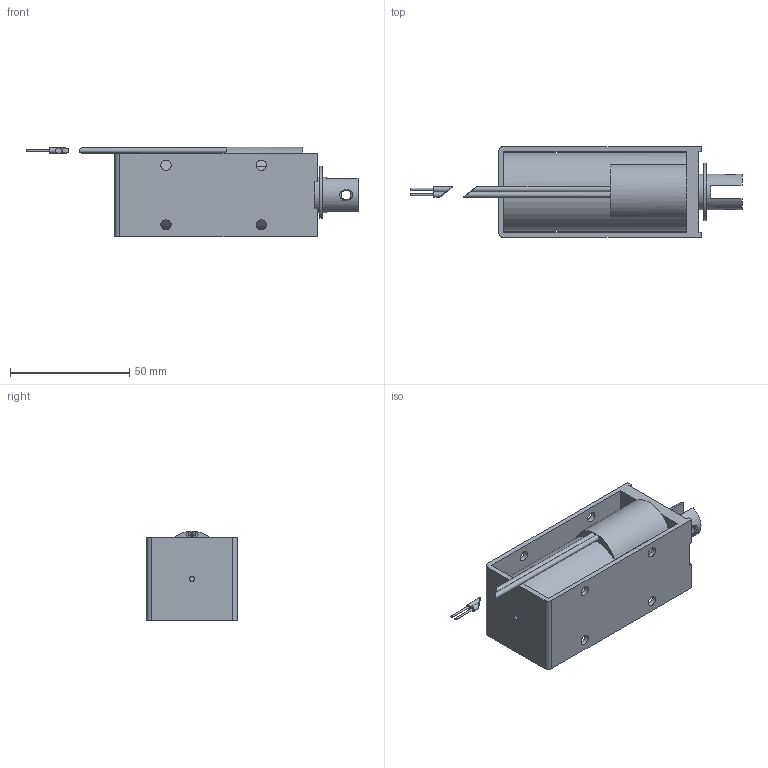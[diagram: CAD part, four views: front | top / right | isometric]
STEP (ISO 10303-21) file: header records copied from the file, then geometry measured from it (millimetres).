
FILE_DESCRIPTION(/* description */ ('Unknown'),/* implementation_level */ '2;1');
FILE_NAME(/* name */ 'F1585L',/* time_stamp */ '2018-06-26T10:06:00+02:00',/* author */ ('Unknown'),/* organization */ ('Unknown'),/* preprocessor_version */ 'ST-DEVELOPER v16.7',/* originating_system */ 'DEX',/* authorisation */ $);
FILE_SCHEMA (('AUTOMOTIVE_DESIGN {1 0 10303 214 3 1 1}'));
Length unit declared in the file: millimetre
Products named in the file (4): F1585L; F1585L-1; F1585L-2; F1585L-3
Assembly tree (3 placements, depth 2):
  F1585L
    F1585L-1
    F1585L-2
    F1585L-3
Bounding box: 139.2 x 38 x 37.53 mm (x, y, z)
Volume: 92238.6 mm3; surface area: 32149.6 mm2
Topology: 5 solids, 5 shells, 90 faces, 230 edges, 156 vertices
Faces by surface type: plane 49, cylinder 37, cone 4
Full cylindrical faces by diameter (mm): 0.8 x2, 2 x1, 2.2 x4, 4 x2, 4.3 x8, 13 x1, 15 x3, 33 x1
Entity records: 2675 total; most frequent: DIRECTION 456, CARTESIAN_POINT 452, ORIENTED_EDGE 376, EDGE_CURVE 188, AXIS2_PLACEMENT_3D 176, EDGE_LOOP 148, FACE_BOUND 148, VERTEX_POINT 140
